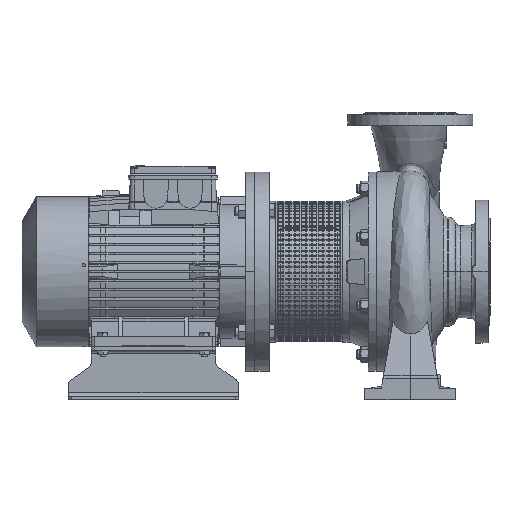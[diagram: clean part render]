
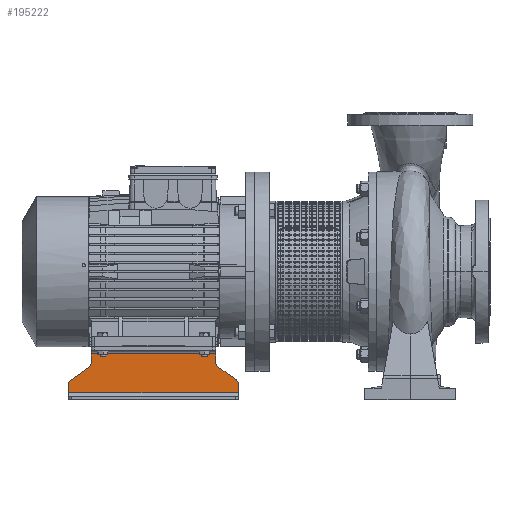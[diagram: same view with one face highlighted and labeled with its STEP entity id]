
A CAD part, front view. The second image highlights one B-rep face of the part: STEP entity #195222.
In plain terms, the highlighted face is planar.
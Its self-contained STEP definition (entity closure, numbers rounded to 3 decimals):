
#208 = AXIS2_PLACEMENT_3D ( 'NONE', #132662, #212759, #34188 ) ;
#2197 = CARTESIAN_POINT ( 'NONE',  ( -149., 6., 80.5 ) ) ;
#7746 = VERTEX_POINT ( 'NONE', #63786 ) ;
#8878 = EDGE_CURVE ( 'NONE', #135609, #144905, #119171, .T. ) ;
#11930 = CARTESIAN_POINT ( 'NONE',  ( 139., 6., 26.898 ) ) ;
#12452 = EDGE_CURVE ( 'NONE', #7746, #135609, #173856, .T. ) ;
#14123 = CIRCLE ( 'NONE', #208, 10. ) ;
#14241 = ORIENTED_EDGE ( 'NONE', *, *, #20870, .F. ) ;
#15600 = ORIENTED_EDGE ( 'NONE', *, *, #137857, .T. ) ;
#20870 = EDGE_CURVE ( 'NONE', #63292, #160506, #115463, .T. ) ;
#26837 = LINE ( 'NONE', #192375, #183719 ) ;
#29843 = VECTOR ( 'NONE', #125148, 1000. ) ;
#31674 = CARTESIAN_POINT ( 'NONE',  ( 109., 6., 80.5 ) ) ;
#33647 = ORIENTED_EDGE ( 'NONE', *, *, #88706, .T. ) ;
#34188 = DIRECTION ( 'NONE',  ( 0., 0., -1. ) ) ;
#35167 = VERTEX_POINT ( 'NONE', #31674 ) ;
#36177 = ORIENTED_EDGE ( 'NONE', *, *, #150969, .T. ) ;
#36286 = DIRECTION ( 'NONE',  ( 0., -1., 0. ) ) ;
#40928 = EDGE_CURVE ( 'NONE', #182740, #7746, #203397, .T. ) ;
#43134 = DIRECTION ( 'NONE',  ( 0., 0., -1. ) ) ;
#48276 = LINE ( 'NONE', #130541, #195522 ) ;
#50972 = CARTESIAN_POINT ( 'NONE',  ( -113.13, 6., 58.006 ) ) ;
#56746 = AXIS2_PLACEMENT_3D ( 'NONE', #11930, #111448, #96306 ) ;
#57028 = CARTESIAN_POINT ( 'NONE',  ( -149., 6., 102.3 ) ) ;
#57226 = LINE ( 'NONE', #59339, #208031 ) ;
#58791 = LINE ( 'NONE', #174592, #138623 ) ;
#59339 = CARTESIAN_POINT ( 'NONE',  ( -109., 6., 61. ) ) ;
#63292 = VERTEX_POINT ( 'NONE', #207990 ) ;
#63786 = CARTESIAN_POINT ( 'NONE',  ( -149., 6., 26.898 ) ) ;
#68853 = VERTEX_POINT ( 'NONE', #92833 ) ;
#69977 = ORIENTED_EDGE ( 'NONE', *, *, #8878, .F. ) ;
#71520 = CARTESIAN_POINT ( 'NONE',  ( -144.87, 6., 34.994 ) ) ;
#71977 = CARTESIAN_POINT ( 'NONE',  ( 144.87, 6., 34.994 ) ) ;
#74255 = DIRECTION ( 'NONE',  ( 0., 0., -1. ) ) ;
#74889 = CARTESIAN_POINT ( 'NONE',  ( 109., 6., 66.102 ) ) ;
#76004 = EDGE_LOOP ( 'NONE', ( #164343, #14241, #33647, #69977, #88016, #166703, #106554, #36177, #203862, #176993, #15600, #212241 ) ) ;
#79773 = CARTESIAN_POINT ( 'NONE',  ( -149., 6., 12.5 ) ) ;
#80719 = DIRECTION ( 'NONE',  ( 0., 0., -1. ) ) ;
#83328 = DIRECTION ( 'NONE',  ( -1., 0., 0. ) ) ;
#85067 = EDGE_CURVE ( 'NONE', #179652, #182740, #158485, .T. ) ;
#86043 = CARTESIAN_POINT ( 'NONE',  ( 119., 6., 66.102 ) ) ;
#88016 = ORIENTED_EDGE ( 'NONE', *, *, #12452, .F. ) ;
#88706 = EDGE_CURVE ( 'NONE', #63292, #144905, #58791, .T. ) ;
#92833 = CARTESIAN_POINT ( 'NONE',  ( -109., 6., 66.102 ) ) ;
#93898 = DIRECTION ( 'NONE',  ( 0.81, 0., -0.587 ) ) ;
#94419 = CIRCLE ( 'NONE', #122068, 10. ) ;
#96306 = DIRECTION ( 'NONE',  ( 0., 0., 1. ) ) ;
#105056 = CARTESIAN_POINT ( 'NONE',  ( -149., 6., 12.5 ) ) ;
#106554 = ORIENTED_EDGE ( 'NONE', *, *, #85067, .F. ) ;
#111388 = CARTESIAN_POINT ( 'NONE',  ( -109., 6., 80.5 ) ) ;
#111448 = DIRECTION ( 'NONE',  ( 0., -1., 0. ) ) ;
#115463 = CIRCLE ( 'NONE', #56746, 10. ) ;
#118458 = EDGE_CURVE ( 'NONE', #175070, #68853, #57226, .T. ) ;
#119171 = LINE ( 'NONE', #105056, #180960 ) ;
#122068 = AXIS2_PLACEMENT_3D ( 'NONE', #86043, #36286, #149938 ) ;
#125148 = DIRECTION ( 'NONE',  ( 0., 0., -1. ) ) ;
#127094 = DIRECTION ( 'NONE',  ( -0.81, 0., -0.587 ) ) ;
#130541 = CARTESIAN_POINT ( 'NONE',  ( 109., 6., 61. ) ) ;
#132662 = CARTESIAN_POINT ( 'NONE',  ( -119., 6., 66.102 ) ) ;
#135609 = VERTEX_POINT ( 'NONE', #79773 ) ;
#137857 = EDGE_CURVE ( 'NONE', #35167, #191478, #48276, .T. ) ;
#138623 = VECTOR ( 'NONE', #190779, 1000. ) ;
#144247 = EDGE_CURVE ( 'NONE', #35167, #175070, #148320, .T. ) ;
#144905 = VERTEX_POINT ( 'NONE', #166135 ) ;
#148289 = CARTESIAN_POINT ( 'NONE',  ( -149., 6., 80.5 ) ) ;
#148320 = LINE ( 'NONE', #2197, #196107 ) ;
#149731 = CARTESIAN_POINT ( 'NONE',  ( 113.13, 6., 58.006 ) ) ;
#149938 = DIRECTION ( 'NONE',  ( 0., 0., -1. ) ) ;
#150419 = DIRECTION ( 'NONE',  ( 0., 0., -1. ) ) ;
#150969 = EDGE_CURVE ( 'NONE', #179652, #68853, #14123, .T. ) ;
#155440 = CARTESIAN_POINT ( 'NONE',  ( -139., 6., 26.898 ) ) ;
#156499 = DIRECTION ( 'NONE',  ( 0., -1., 0. ) ) ;
#158485 = LINE ( 'NONE', #162751, #196847 ) ;
#159111 = EDGE_CURVE ( 'NONE', #191478, #206942, #94419, .T. ) ;
#160506 = VERTEX_POINT ( 'NONE', #71977 ) ;
#162751 = CARTESIAN_POINT ( 'NONE',  ( -149., 6., 32. ) ) ;
#164343 = ORIENTED_EDGE ( 'NONE', *, *, #183496, .T. ) ;
#165583 = FACE_OUTER_BOUND ( 'NONE', #76004, .T. ) ;
#166135 = CARTESIAN_POINT ( 'NONE',  ( 149., 6., 12.5 ) ) ;
#166626 = DIRECTION ( 'NONE',  ( 0., -1., 0. ) ) ;
#166703 = ORIENTED_EDGE ( 'NONE', *, *, #40928, .F. ) ;
#173856 = LINE ( 'NONE', #57028, #29843 ) ;
#174592 = CARTESIAN_POINT ( 'NONE',  ( 149., 6., 102.3 ) ) ;
#175070 = VERTEX_POINT ( 'NONE', #111388 ) ;
#176993 = ORIENTED_EDGE ( 'NONE', *, *, #144247, .F. ) ;
#179652 = VERTEX_POINT ( 'NONE', #50972 ) ;
#180960 = VECTOR ( 'NONE', #185167, 1000. ) ;
#182740 = VERTEX_POINT ( 'NONE', #71520 ) ;
#183496 = EDGE_CURVE ( 'NONE', #206942, #160506, #26837, .T. ) ;
#183719 = VECTOR ( 'NONE', #93898, 1000. ) ;
#185167 = DIRECTION ( 'NONE',  ( 1., 0., 0. ) ) ;
#190779 = DIRECTION ( 'NONE',  ( 0., 0., -1. ) ) ;
#191478 = VERTEX_POINT ( 'NONE', #74889 ) ;
#192375 = CARTESIAN_POINT ( 'NONE',  ( 149., 6., 32. ) ) ;
#195222 = ADVANCED_FACE ( 'NONE', ( #165583 ), #198002, .F. ) ;
#195522 = VECTOR ( 'NONE', #80719, 1000. ) ;
#195800 = AXIS2_PLACEMENT_3D ( 'NONE', #148289, #166626, #150419 ) ;
#196107 = VECTOR ( 'NONE', #83328, 1000. ) ;
#196847 = VECTOR ( 'NONE', #127094, 1000. ) ;
#198002 = PLANE ( 'NONE',  #195800 ) ;
#203397 = CIRCLE ( 'NONE', #213762, 10. ) ;
#203862 = ORIENTED_EDGE ( 'NONE', *, *, #118458, .F. ) ;
#206942 = VERTEX_POINT ( 'NONE', #149731 ) ;
#207990 = CARTESIAN_POINT ( 'NONE',  ( 149., 6., 26.898 ) ) ;
#208031 = VECTOR ( 'NONE', #43134, 1000. ) ;
#212241 = ORIENTED_EDGE ( 'NONE', *, *, #159111, .T. ) ;
#212759 = DIRECTION ( 'NONE',  ( 0., -1., 0. ) ) ;
#213762 = AXIS2_PLACEMENT_3D ( 'NONE', #155440, #156499, #74255 ) ;
